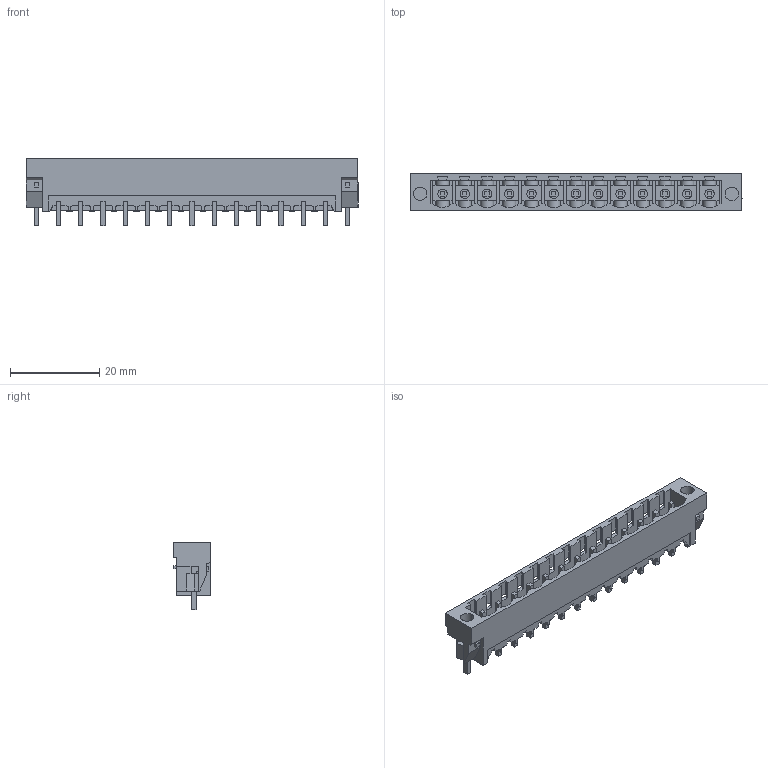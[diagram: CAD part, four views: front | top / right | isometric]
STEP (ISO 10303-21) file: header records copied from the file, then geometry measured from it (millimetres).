
FILE_DESCRIPTION(('CATIA V5 STEP Exchange','CAx-IF Rec.Pracs.--- Model Styling and Organization---1.2---2011-12-15'),'2;1');
FILE_NAME ('D1457167_0_1841500000_1841500000.stp','2018-04-12T04:40:38+00:00',('none'),('Weidmueller'),'CATIA Version 5-6 Release 2014','CATIA V5 STEP AP214','none');
FILE_SCHEMA(('AUTOMOTIVE_DESIGN { 1 0 10303 214 1 1 1 1 }'));
Length unit declared in the file: millimetre
Products named in the file (1): 1841500000
Bounding box: 74.6 x 8.43 x 15.2 mm (x, y, z)
Volume: 2853.7 mm3; surface area: 6513.3 mm2
Topology: 16 solids, 16 shells, 904 faces, 2692 edges, 1796 vertices
Faces by surface type: plane 763, cylinder 141
Entity records: 28540 total; most frequent: CARTESIAN_POINT 5819, ORIENTED_EDGE 5384, DIRECTION 3650, EDGE_CURVE 2692, VECTOR 2290, LINE 2290, VERTEX_POINT 1796, EDGE_LOOP 936
